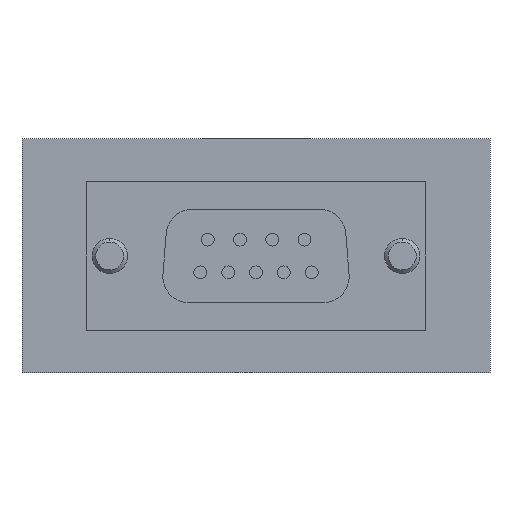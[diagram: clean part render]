
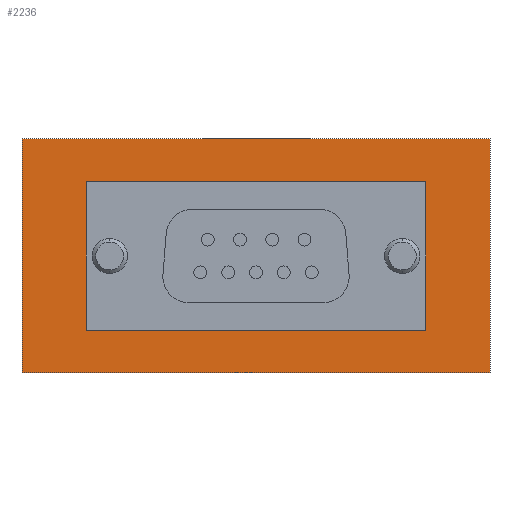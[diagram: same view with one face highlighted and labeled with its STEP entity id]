
A CAD part, left-side view. The second image highlights one B-rep face of the part: STEP entity #2236.
In plain terms, the highlighted planar face has unit normal (-1, 0, 0).
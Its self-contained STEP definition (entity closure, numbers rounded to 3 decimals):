
#34 = LINE ( 'NONE', #2641, #1449 ) ;
#67 = CARTESIAN_POINT ( 'NONE',  ( -2.7, 14.5, 6.35 ) ) ;
#99 = CARTESIAN_POINT ( 'NONE',  ( -2.7, -20., 10. ) ) ;
#209 = VERTEX_POINT ( 'NONE', #4250 ) ;
#231 = VECTOR ( 'NONE', #3949, 1000. ) ;
#259 = CARTESIAN_POINT ( 'NONE',  ( -2.7, 0., 6.35 ) ) ;
#423 = LINE ( 'NONE', #99, #2153 ) ;
#600 = AXIS2_PLACEMENT_3D ( 'NONE', #3543, #1563, #1297 ) ;
#615 = CARTESIAN_POINT ( 'NONE',  ( -2.7, -20., -10. ) ) ;
#639 = DIRECTION ( 'NONE',  ( 0., 0., 1. ) ) ;
#691 = CARTESIAN_POINT ( 'NONE',  ( -2.7, 20., 10. ) ) ;
#703 = EDGE_CURVE ( 'NONE', #3178, #2821, #3905, .T. ) ;
#810 = VERTEX_POINT ( 'NONE', #67 ) ;
#965 = DIRECTION ( 'NONE',  ( 0., 0., 1. ) ) ;
#1027 = EDGE_CURVE ( 'NONE', #209, #3178, #423, .T. ) ;
#1176 = VERTEX_POINT ( 'NONE', #2143 ) ;
#1297 = DIRECTION ( 'NONE',  ( 0., 0., -1. ) ) ;
#1307 = EDGE_CURVE ( 'NONE', #2821, #1824, #1690, .T. ) ;
#1350 = DIRECTION ( 'NONE',  ( 0., -1., 0. ) ) ;
#1449 = VECTOR ( 'NONE', #639, 1000. ) ;
#1532 = LINE ( 'NONE', #1932, #3280 ) ;
#1563 = DIRECTION ( 'NONE',  ( 1., 0., 0. ) ) ;
#1567 = DIRECTION ( 'NONE',  ( 0., 1., 0. ) ) ;
#1616 = ORIENTED_EDGE ( 'NONE', *, *, #703, .F. ) ;
#1690 = LINE ( 'NONE', #3320, #1696 ) ;
#1696 = VECTOR ( 'NONE', #965, 1000. ) ;
#1725 = LINE ( 'NONE', #4048, #3491 ) ;
#1781 = EDGE_CURVE ( 'NONE', #2253, #1176, #34, .T. ) ;
#1824 = VERTEX_POINT ( 'NONE', #2284 ) ;
#1932 = CARTESIAN_POINT ( 'NONE',  ( -2.7, 14.5, 0. ) ) ;
#1954 = FACE_BOUND ( 'NONE', #3588, .T. ) ;
#2015 = ORIENTED_EDGE ( 'NONE', *, *, #1781, .F. ) ;
#2143 = CARTESIAN_POINT ( 'NONE',  ( -2.7, -14.5, 6.35 ) ) ;
#2149 = ORIENTED_EDGE ( 'NONE', *, *, #3810, .F. ) ;
#2153 = VECTOR ( 'NONE', #4038, 1000. ) ;
#2236 = ADVANCED_FACE ( 'NONE', ( #3909, #1954 ), #3930, .F. ) ;
#2246 = LINE ( 'NONE', #259, #2298 ) ;
#2253 = VERTEX_POINT ( 'NONE', #3238 ) ;
#2284 = CARTESIAN_POINT ( 'NONE',  ( -2.7, 20., 10. ) ) ;
#2298 = VECTOR ( 'NONE', #1567, 1000. ) ;
#2486 = ORIENTED_EDGE ( 'NONE', *, *, #3675, .F. ) ;
#2492 = ORIENTED_EDGE ( 'NONE', *, *, #3705, .F. ) ;
#2576 = ORIENTED_EDGE ( 'NONE', *, *, #3437, .F. ) ;
#2641 = CARTESIAN_POINT ( 'NONE',  ( -2.7, -14.5, 0. ) ) ;
#2733 = VECTOR ( 'NONE', #3702, 1000. ) ;
#2821 = VERTEX_POINT ( 'NONE', #3523 ) ;
#3178 = VERTEX_POINT ( 'NONE', #3307 ) ;
#3238 = CARTESIAN_POINT ( 'NONE',  ( -2.7, -14.5, -6.35 ) ) ;
#3280 = VECTOR ( 'NONE', #3538, 1000. ) ;
#3288 = VERTEX_POINT ( 'NONE', #3439 ) ;
#3307 = CARTESIAN_POINT ( 'NONE',  ( -2.7, -20., -10. ) ) ;
#3320 = CARTESIAN_POINT ( 'NONE',  ( -2.7, 20., -10. ) ) ;
#3437 = EDGE_CURVE ( 'NONE', #1176, #810, #2246, .T. ) ;
#3439 = CARTESIAN_POINT ( 'NONE',  ( -2.7, 14.5, -6.35 ) ) ;
#3491 = VECTOR ( 'NONE', #1350, 1000. ) ;
#3523 = CARTESIAN_POINT ( 'NONE',  ( -2.7, 20., -10. ) ) ;
#3538 = DIRECTION ( 'NONE',  ( 0., 0., -1. ) ) ;
#3543 = CARTESIAN_POINT ( 'NONE',  ( -2.7, 0., 0. ) ) ;
#3588 = EDGE_LOOP ( 'NONE', ( #2576, #2015, #2486, #2149 ) ) ;
#3634 = ORIENTED_EDGE ( 'NONE', *, *, #1027, .F. ) ;
#3675 = EDGE_CURVE ( 'NONE', #3288, #2253, #1725, .T. ) ;
#3702 = DIRECTION ( 'NONE',  ( 0., -1., 0. ) ) ;
#3705 = EDGE_CURVE ( 'NONE', #1824, #209, #4006, .T. ) ;
#3810 = EDGE_CURVE ( 'NONE', #810, #3288, #1532, .T. ) ;
#3905 = LINE ( 'NONE', #615, #231 ) ;
#3909 = FACE_OUTER_BOUND ( 'NONE', #3936, .T. ) ;
#3930 = PLANE ( 'NONE',  #600 ) ;
#3936 = EDGE_LOOP ( 'NONE', ( #2492, #4229, #1616, #3634 ) ) ;
#3949 = DIRECTION ( 'NONE',  ( 0., 1., 0. ) ) ;
#4006 = LINE ( 'NONE', #691, #2733 ) ;
#4038 = DIRECTION ( 'NONE',  ( 0., 0., -1. ) ) ;
#4048 = CARTESIAN_POINT ( 'NONE',  ( -2.7, 0., -6.35 ) ) ;
#4229 = ORIENTED_EDGE ( 'NONE', *, *, #1307, .F. ) ;
#4250 = CARTESIAN_POINT ( 'NONE',  ( -2.7, -20., 10. ) ) ;
